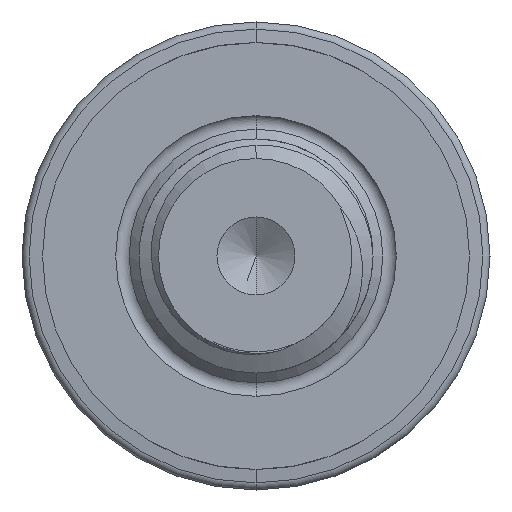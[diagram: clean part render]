
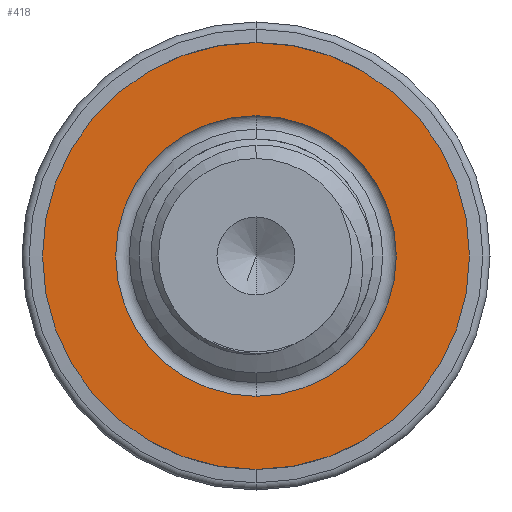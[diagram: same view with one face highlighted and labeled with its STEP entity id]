
A CAD part, front view. The second image highlights one B-rep face of the part: STEP entity #418.
In plain terms, the highlighted planar face has unit normal (0, -1, 0).
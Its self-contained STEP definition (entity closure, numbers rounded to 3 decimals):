
#10 = FACE_BOUND ( 'NONE', #1363, .T. ) ;
#120 = DIRECTION ( 'NONE',  ( 0., -1., 0. ) ) ;
#418 = ADVANCED_FACE ( 'NONE', ( #10, #1401 ), #935, .F. ) ;
#529 = VERTEX_POINT ( 'NONE', #1549 ) ;
#546 = AXIS2_PLACEMENT_3D ( 'NONE', #1201, #3124, #2831 ) ;
#606 = ORIENTED_EDGE ( 'NONE', *, *, #927, .T. ) ;
#677 = CARTESIAN_POINT ( 'NONE',  ( 0., 14.5, -5.474 ) ) ;
#838 = AXIS2_PLACEMENT_3D ( 'NONE', #1455, #3358, #1443 ) ;
#922 = DIRECTION ( 'NONE',  ( 0., -1., 0. ) ) ;
#927 = EDGE_CURVE ( 'NONE', #1101, #2528, #1354, .T. ) ;
#935 = PLANE ( 'NONE',  #1326 ) ;
#1101 = VERTEX_POINT ( 'NONE', #677 ) ;
#1114 = CARTESIAN_POINT ( 'NONE',  ( 0., 14.5, 5.474 ) ) ;
#1201 = CARTESIAN_POINT ( 'NONE',  ( 0., 14.5, 0. ) ) ;
#1227 = ORIENTED_EDGE ( 'NONE', *, *, #2225, .F. ) ;
#1297 = EDGE_CURVE ( 'NONE', #2528, #1101, #3324, .T. ) ;
#1326 = AXIS2_PLACEMENT_3D ( 'NONE', #2295, #1506, #2343 ) ;
#1354 = CIRCLE ( 'NONE', #546, 5.474 ) ;
#1363 = EDGE_LOOP ( 'NONE', ( #3467, #1227 ) ) ;
#1401 = FACE_OUTER_BOUND ( 'NONE', #3205, .T. ) ;
#1443 = DIRECTION ( 'NONE',  ( 0., 0., -1. ) ) ;
#1455 = CARTESIAN_POINT ( 'NONE',  ( 0., 14.5, 0. ) ) ;
#1506 = DIRECTION ( 'NONE',  ( 0., 1., 0. ) ) ;
#1549 = CARTESIAN_POINT ( 'NONE',  ( 0., 14.5, 3.598 ) ) ;
#1600 = CIRCLE ( 'NONE', #1890, 3.598 ) ;
#1732 = CARTESIAN_POINT ( 'NONE',  ( 0., 14.5, 0. ) ) ;
#1890 = AXIS2_PLACEMENT_3D ( 'NONE', #3206, #120, #2327 ) ;
#2225 = EDGE_CURVE ( 'NONE', #529, #2725, #1600, .T. ) ;
#2234 = CARTESIAN_POINT ( 'NONE',  ( 0., 14.5, -3.598 ) ) ;
#2247 = CIRCLE ( 'NONE', #838, 3.598 ) ;
#2295 = CARTESIAN_POINT ( 'NONE',  ( -3.598, 14.5, 0. ) ) ;
#2327 = DIRECTION ( 'NONE',  ( 0., 0., -1. ) ) ;
#2343 = DIRECTION ( 'NONE',  ( 0., 0., 1. ) ) ;
#2528 = VERTEX_POINT ( 'NONE', #1114 ) ;
#2543 = DIRECTION ( 'NONE',  ( 0., 0., -1. ) ) ;
#2725 = VERTEX_POINT ( 'NONE', #2234 ) ;
#2728 = EDGE_CURVE ( 'NONE', #2725, #529, #2247, .T. ) ;
#2738 = ORIENTED_EDGE ( 'NONE', *, *, #1297, .T. ) ;
#2831 = DIRECTION ( 'NONE',  ( 0., 0., -1. ) ) ;
#2964 = AXIS2_PLACEMENT_3D ( 'NONE', #1732, #922, #2543 ) ;
#3124 = DIRECTION ( 'NONE',  ( 0., -1., 0. ) ) ;
#3205 = EDGE_LOOP ( 'NONE', ( #606, #2738 ) ) ;
#3206 = CARTESIAN_POINT ( 'NONE',  ( 0., 14.5, 0. ) ) ;
#3324 = CIRCLE ( 'NONE', #2964, 5.474 ) ;
#3358 = DIRECTION ( 'NONE',  ( 0., -1., 0. ) ) ;
#3467 = ORIENTED_EDGE ( 'NONE', *, *, #2728, .F. ) ;
